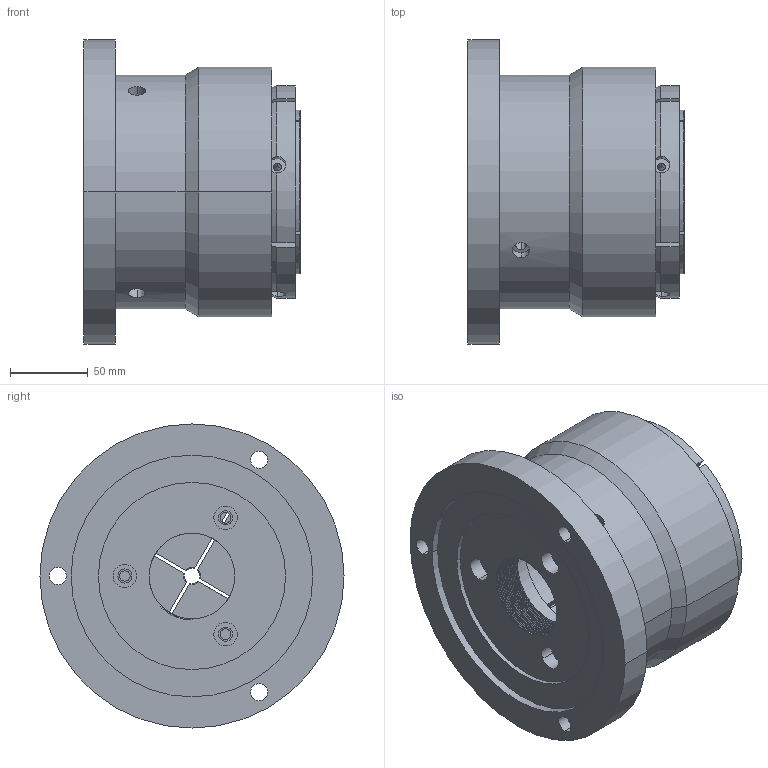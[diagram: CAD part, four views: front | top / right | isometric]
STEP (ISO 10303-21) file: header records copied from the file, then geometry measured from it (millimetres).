
FILE_DESCRIPTION (( 'STEP AP214' ), '1' );
FILE_NAME ('SP7-70+C-70 侐羲.STEP', '2023-09-05T06:27:07', ( '' ), ( '' ), 'SwSTEP 2.0', 'SolidWorks 2023', '' );
FILE_SCHEMA (( 'AUTOMOTIVE_DESIGN' ));
Length unit declared in the file: millimetre
Products named in the file (5): SP7-70+C-70 四开; SP7-70; SP7-70 大筒夹 四开; SP7-70 本体; C-70 四开
Assembly tree (4 placements, depth 3):
  SP7-70+C-70 四开
    SP7-70
      SP7-70 本体
      SP7-70 大筒夹 四开
    C-70 四开
Bounding box: 138.5 x 195 x 195 mm (x, y, z)
Volume: 1909545.4 mm3; surface area: 296975 mm2
Topology: 6 solids, 6 shells, 273 faces, 735 edges, 480 vertices
Faces by surface type: cylinder 145, plane 77, cone 40, bspline 11
Entity records: 17120 total; most frequent: CARTESIAN_POINT 10218, ORIENTED_EDGE 1454, DIRECTION 1318, EDGE_CURVE 727, AXIS2_PLACEMENT_3D 514, VERTEX_POINT 480, EDGE_LOOP 323, LINE 290
